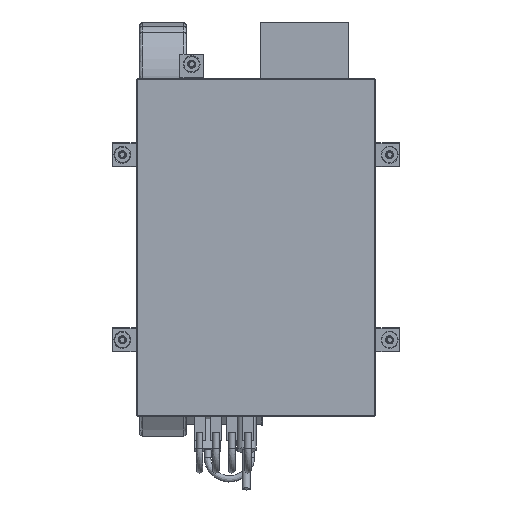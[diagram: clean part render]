
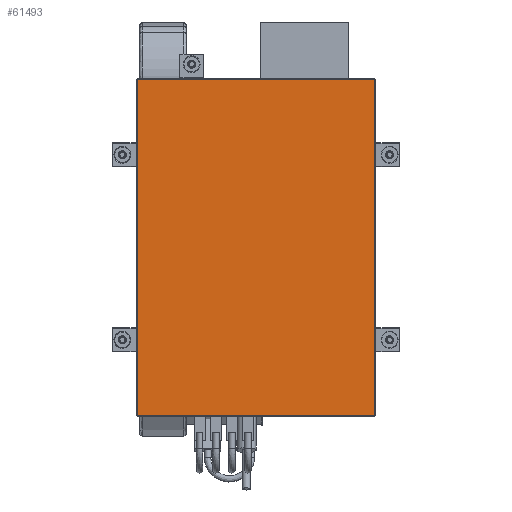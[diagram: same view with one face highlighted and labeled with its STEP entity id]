
A CAD part, front view. The second image highlights one B-rep face of the part: STEP entity #61493.
In plain terms, the highlighted planar face has unit normal (0, -1, 0).
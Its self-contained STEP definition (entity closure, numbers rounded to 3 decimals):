
#7239=AXIS2_PLACEMENT_3D('',#77395,#32386,$);
#9431=PLANE('',#7239);
#13763=VERTEX_POINT('',#77358);
#13764=VERTEX_POINT('',#77360);
#13769=VERTEX_POINT('',#77374);
#13775=VERTEX_POINT('',#77392);
#18879=VECTOR('',#32362,1.);
#18886=VECTOR('',#32371,1.);
#18896=VECTOR('',#32384,1.);
#18898=VECTOR('',#32387,1.);
#23692=LINE('',#77359,#18879);
#23699=LINE('',#77373,#18886);
#23709=LINE('',#77393,#18896);
#23711=LINE('',#77396,#18898);
#32362=DIRECTION('',(0.,0.,1.));
#32371=DIRECTION('',(1.,0.,0.));
#32384=DIRECTION('',(-1.,0.,0.));
#32386=DIRECTION('',(0.,1.,0.));
#32387=DIRECTION('',(0.,0.,-1.));
#41419=EDGE_CURVE('',#13763,#13764,#23692,.T.);
#41426=EDGE_CURVE('',#13764,#13769,#23699,.T.);
#41436=EDGE_CURVE('',#13775,#13763,#23709,.T.);
#41438=EDGE_CURVE('',#13769,#13775,#23711,.T.);
#51054=ORIENTED_EDGE('',*,*,#41436,.F.);
#51055=ORIENTED_EDGE('',*,*,#41438,.F.);
#51056=ORIENTED_EDGE('',*,*,#41426,.F.);
#51057=ORIENTED_EDGE('',*,*,#41419,.F.);
#56859=EDGE_LOOP('',(#51054,#51055,#51056,#51057));
#59423=FACE_BOUND('',#56859,.T.);
#61493=ADVANCED_FACE('',(#59423),#9431,.F.);
#77358=CARTESIAN_POINT('',(-207.5,0.,-279.));
#77359=CARTESIAN_POINT('',(-207.5,0.,-279.));
#77360=CARTESIAN_POINT('',(-207.5,0.,139.));
#77373=CARTESIAN_POINT('',(-207.5,0.,139.));
#77374=CARTESIAN_POINT('',(87.5,0.,139.));
#77392=CARTESIAN_POINT('',(87.5,0.,-279.));
#77393=CARTESIAN_POINT('',(87.5,0.,-279.));
#77395=CARTESIAN_POINT('',(-60.,0.,-70.));
#77396=CARTESIAN_POINT('',(87.5,0.,139.));
